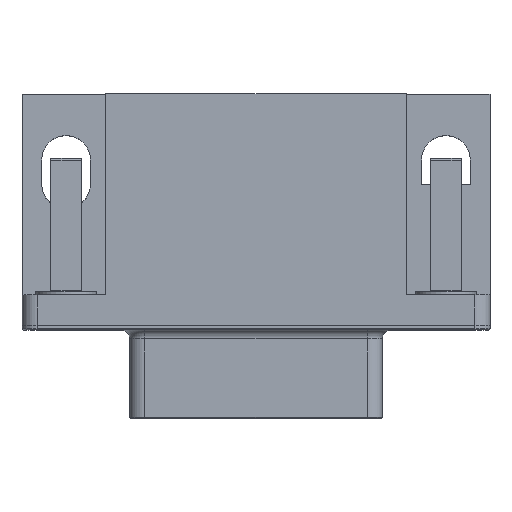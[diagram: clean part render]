
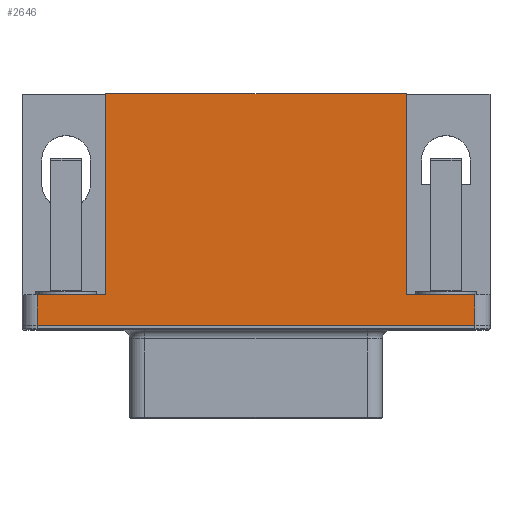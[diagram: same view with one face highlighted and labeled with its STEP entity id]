
A CAD part, top view. The second image highlights one B-rep face of the part: STEP entity #2646.
In plain terms, the highlighted planar face has unit normal (0, 0, 1).
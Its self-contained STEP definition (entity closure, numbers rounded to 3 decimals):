
#2405 = VERTEX_POINT('',#2406);
#2406 = CARTESIAN_POINT('',(-10.393,-13.43,12.5));
#2412 = EDGE_CURVE('',#2413,#2405,#2415,.T.);
#2413 = VERTEX_POINT('',#2414);
#2414 = CARTESIAN_POINT('',(18.408,-13.43,12.5));
#2415 = LINE('',#2416,#2417);
#2416 = CARTESIAN_POINT('',(18.408,-13.43,12.5));
#2417 = VECTOR('',#2418,1.);
#2418 = DIRECTION('',(-1.,0.,0.));
#2646 = ADVANCED_FACE('',(#2647),#2704,.T.);
#2647 = FACE_BOUND('',#2648,.T.);
#2648 = EDGE_LOOP('',(#2649,#2650,#2658,#2666,#2674,#2682,#2690,#2698));
#2649 = ORIENTED_EDGE('',*,*,#2412,.F.);
#2650 = ORIENTED_EDGE('',*,*,#2651,.T.);
#2651 = EDGE_CURVE('',#2413,#2652,#2654,.T.);
#2652 = VERTEX_POINT('',#2653);
#2653 = CARTESIAN_POINT('',(18.408,-11.43,12.5));
#2654 = LINE('',#2655,#2656);
#2655 = CARTESIAN_POINT('',(18.408,-13.43,12.5));
#2656 = VECTOR('',#2657,1.);
#2657 = DIRECTION('',(-0.,1.,0.));
#2658 = ORIENTED_EDGE('',*,*,#2659,.F.);
#2659 = EDGE_CURVE('',#2660,#2652,#2662,.T.);
#2660 = VERTEX_POINT('',#2661);
#2661 = CARTESIAN_POINT('',(13.908,-11.43,12.5));
#2662 = LINE('',#2663,#2664);
#2663 = CARTESIAN_POINT('',(18.408,-11.43,12.5));
#2664 = VECTOR('',#2665,1.);
#2665 = DIRECTION('',(1.,0.,0.));
#2666 = ORIENTED_EDGE('',*,*,#2667,.F.);
#2667 = EDGE_CURVE('',#2668,#2660,#2670,.T.);
#2668 = VERTEX_POINT('',#2669);
#2669 = CARTESIAN_POINT('',(13.908,1.8,12.5));
#2670 = LINE('',#2671,#2672);
#2671 = CARTESIAN_POINT('',(13.908,-12.43,12.5));
#2672 = VECTOR('',#2673,1.);
#2673 = DIRECTION('',(0.,-1.,0.));
#2674 = ORIENTED_EDGE('',*,*,#2675,.T.);
#2675 = EDGE_CURVE('',#2668,#2676,#2678,.T.);
#2676 = VERTEX_POINT('',#2677);
#2677 = CARTESIAN_POINT('',(-5.893,1.8,12.5));
#2678 = LINE('',#2679,#2680);
#2679 = CARTESIAN_POINT('',(19.408,1.8,12.5));
#2680 = VECTOR('',#2681,1.);
#2681 = DIRECTION('',(-1.,0.,0.));
#2682 = ORIENTED_EDGE('',*,*,#2683,.F.);
#2683 = EDGE_CURVE('',#2684,#2676,#2686,.T.);
#2684 = VERTEX_POINT('',#2685);
#2685 = CARTESIAN_POINT('',(-5.893,-11.43,12.5));
#2686 = LINE('',#2687,#2688);
#2687 = CARTESIAN_POINT('',(-5.893,-12.43,12.5));
#2688 = VECTOR('',#2689,1.);
#2689 = DIRECTION('',(0.,1.,0.));
#2690 = ORIENTED_EDGE('',*,*,#2691,.F.);
#2691 = EDGE_CURVE('',#2692,#2684,#2694,.T.);
#2692 = VERTEX_POINT('',#2693);
#2693 = CARTESIAN_POINT('',(-10.393,-11.43,12.5));
#2694 = LINE('',#2695,#2696);
#2695 = CARTESIAN_POINT('',(5.008,-11.43,12.5));
#2696 = VECTOR('',#2697,1.);
#2697 = DIRECTION('',(1.,0.,0.));
#2698 = ORIENTED_EDGE('',*,*,#2699,.F.);
#2699 = EDGE_CURVE('',#2405,#2692,#2700,.T.);
#2700 = LINE('',#2701,#2702);
#2701 = CARTESIAN_POINT('',(-10.393,-13.43,12.5));
#2702 = VECTOR('',#2703,1.);
#2703 = DIRECTION('',(-0.,1.,0.));
#2704 = PLANE('',#2705);
#2705 = AXIS2_PLACEMENT_3D('',#2706,#2707,#2708);
#2706 = CARTESIAN_POINT('',(19.408,-13.43,12.5));
#2707 = DIRECTION('',(0.,0.,1.));
#2708 = DIRECTION('',(-1.,0.,0.));
